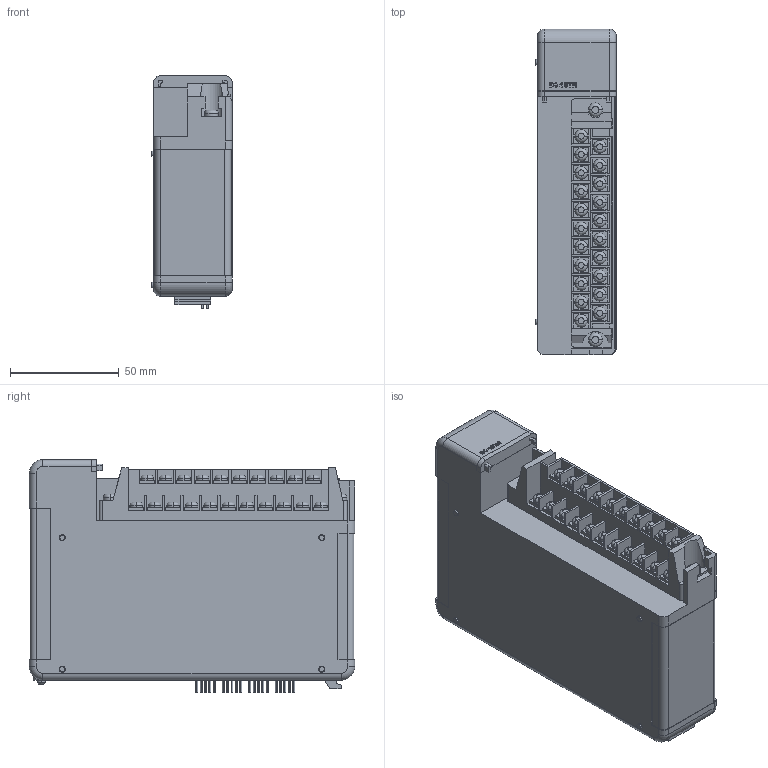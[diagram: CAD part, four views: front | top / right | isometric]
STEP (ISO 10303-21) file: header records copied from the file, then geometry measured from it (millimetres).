
FILE_DESCRIPTION (( 'STEP AP214' ), '1' );
FILE_NAME ('D4-16TR.step', '2014-09-23T18:03:37', ( '' ), ( '' ), 'SwSTEP 2.0', 'SolidWorks 2014', '' );
FILE_SCHEMA (( 'AUTOMOTIVE_DESIGN' ));
Length unit declared in the file: inch
Products named in the file (1): D4-16TR
Bounding box: 36.96 x 149.99 x 107.26 mm (x, y, z)
Volume: 452355.1 mm3; surface area: 58376.4 mm2
Topology: 6 solids, 6 shells, 886 faces, 2185 edges, 1436 vertices
Faces by surface type: plane 548, cylinder 246, torus 54, bspline 28, cone 10
Entity records: 36047 total; most frequent: CARTESIAN_POINT 6226, DIRECTION 4448, ORIENTED_EDGE 4370, EDGE_CURVE 2185, VECTOR 1514, LINE 1514, AXIS2_PLACEMENT_3D 1467, VERTEX_POINT 1436
